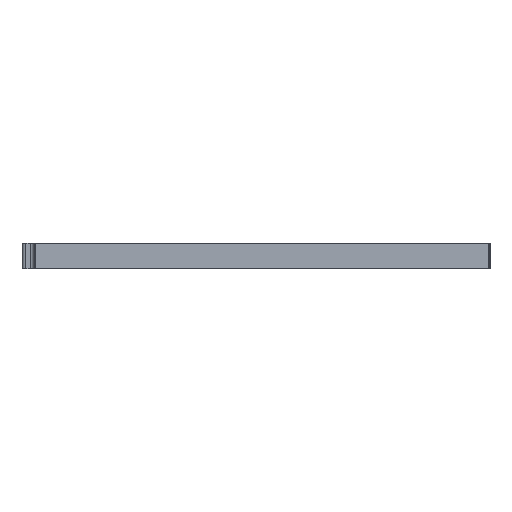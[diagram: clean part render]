
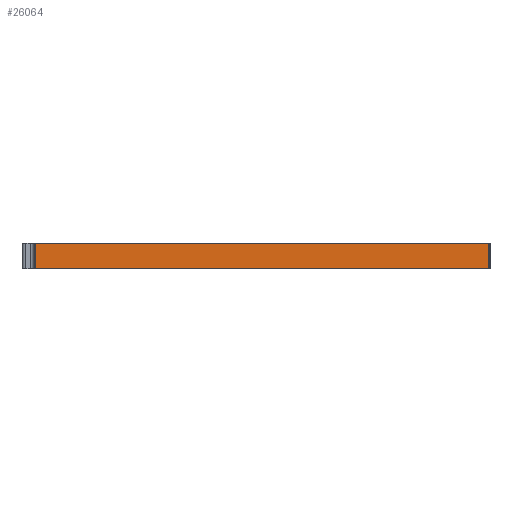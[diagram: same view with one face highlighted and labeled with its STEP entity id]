
A CAD part, top view. The second image highlights one B-rep face of the part: STEP entity #26064.
In plain terms, the highlighted planar face has unit normal (0, 0, 1).
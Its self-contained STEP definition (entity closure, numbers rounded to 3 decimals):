
#715 = EDGE_CURVE ( 'NONE', #11497, #13511, #30676, .T. ) ;
#1615 = LINE ( 'NONE', #3820, #12175 ) ;
#1778 = CARTESIAN_POINT ( 'NONE',  ( -0.5, 4., 0. ) ) ;
#2186 = CARTESIAN_POINT ( 'NONE',  ( -180.213, -6., 0. ) ) ;
#3384 = ORIENTED_EDGE ( 'NONE', *, *, #715, .T. ) ;
#3494 = DIRECTION ( 'NONE',  ( 1., 0., 0. ) ) ;
#3729 = VECTOR ( 'NONE', #5049, 1000. ) ;
#3804 = CARTESIAN_POINT ( 'NONE',  ( -180.213, 4., 0. ) ) ;
#3820 = CARTESIAN_POINT ( 'NONE',  ( -180.213, 4., 0. ) ) ;
#5049 = DIRECTION ( 'NONE',  ( -1., 0., 0. ) ) ;
#5071 = VECTOR ( 'NONE', #33046, 1000. ) ;
#8537 = DIRECTION ( 'NONE',  ( 0., 0., -1. ) ) ;
#8876 = FACE_OUTER_BOUND ( 'NONE', #27515, .T. ) ;
#10732 = VERTEX_POINT ( 'NONE', #19910 ) ;
#11497 = VERTEX_POINT ( 'NONE', #14385 ) ;
#12175 = VECTOR ( 'NONE', #3494, 1000. ) ;
#13511 = VERTEX_POINT ( 'NONE', #27190 ) ;
#13907 = ORIENTED_EDGE ( 'NONE', *, *, #18835, .F. ) ;
#14385 = CARTESIAN_POINT ( 'NONE',  ( -179.713, 4., 0. ) ) ;
#17277 = EDGE_CURVE ( 'NONE', #10732, #31710, #27587, .T. ) ;
#18143 = ORIENTED_EDGE ( 'NONE', *, *, #17277, .T. ) ;
#18835 = EDGE_CURVE ( 'NONE', #10732, #13511, #28064, .T. ) ;
#19910 = CARTESIAN_POINT ( 'NONE',  ( -0.5, -6., 0. ) ) ;
#20682 = CARTESIAN_POINT ( 'NONE',  ( -179.713, 4., 0. ) ) ;
#21075 = DIRECTION ( 'NONE',  ( 0., 1., 0. ) ) ;
#21410 = PLANE ( 'NONE',  #23863 ) ;
#21912 = DIRECTION ( 'NONE',  ( -1., 0., 0. ) ) ;
#21936 = EDGE_CURVE ( 'NONE', #11497, #31710, #1615, .T. ) ;
#22159 = ORIENTED_EDGE ( 'NONE', *, *, #21936, .F. ) ;
#23863 = AXIS2_PLACEMENT_3D ( 'NONE', #3804, #8537, #21912 ) ;
#25062 = VECTOR ( 'NONE', #21075, 1000. ) ;
#25834 = CARTESIAN_POINT ( 'NONE',  ( -0.5, 4., 0. ) ) ;
#26064 = ADVANCED_FACE ( 'NONE', ( #8876 ), #21410, .F. ) ;
#27190 = CARTESIAN_POINT ( 'NONE',  ( -179.713, -6., 0. ) ) ;
#27515 = EDGE_LOOP ( 'NONE', ( #13907, #18143, #22159, #3384 ) ) ;
#27587 = LINE ( 'NONE', #25834, #25062 ) ;
#28064 = LINE ( 'NONE', #2186, #3729 ) ;
#30676 = LINE ( 'NONE', #20682, #5071 ) ;
#31710 = VERTEX_POINT ( 'NONE', #1778 ) ;
#33046 = DIRECTION ( 'NONE',  ( 0., -1., 0. ) ) ;
